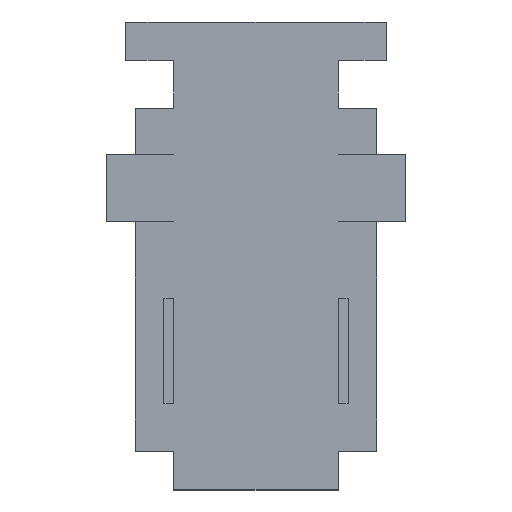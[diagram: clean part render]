
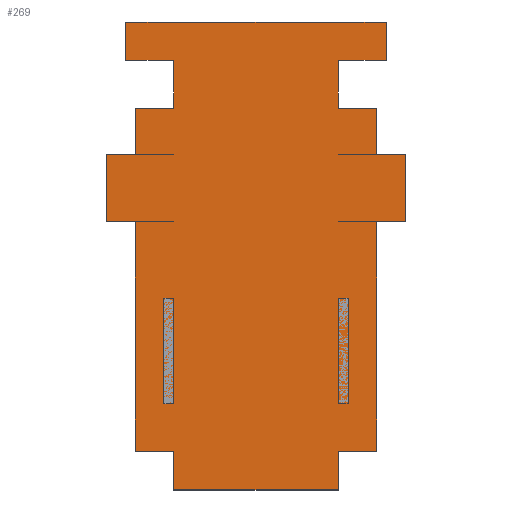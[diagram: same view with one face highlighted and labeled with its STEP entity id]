
A CAD part, top view. The second image highlights one B-rep face of the part: STEP entity #269.
In plain terms, the highlighted planar face has unit normal (0, 0, 1).
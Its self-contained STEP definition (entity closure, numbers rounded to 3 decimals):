
#50=CARTESIAN_POINT('Vertex',(2400000.0,1600000.0,500.0)) ;
#51=VERTEX_POINT('',#50) ;
#52=CARTESIAN_POINT('Vertex',(4120000.0,1600000.0,500.0)) ;
#53=VERTEX_POINT('',#52) ;
#54=CARTESIAN_POINT('Origin Line',(3260000.0,1600000.0,500.0)) ;
#55=DIRECTION('Vector Direction',(1.0,0.0,0.0)) ;
#56=VECTOR('Line Direction',#55,1.) ;
#57=LINE('Line',#54,#56) ;
#58=EDGE_CURVE('',#51,#53,#57,.T.) ;
#59=ORIENTED_EDGE('',*,*,#58,.T.) ;
#60=CARTESIAN_POINT('Vertex',(4120000.0,2000000.0,500.0)) ;
#61=VERTEX_POINT('',#60) ;
#62=CARTESIAN_POINT('Origin Line',(4120000.0,1800000.0,500.0)) ;
#63=DIRECTION('Vector Direction',(0.0,1.0,0.0)) ;
#64=VECTOR('Line Direction',#63,1.) ;
#65=LINE('Line',#62,#64) ;
#66=EDGE_CURVE('',#53,#61,#65,.T.) ;
#67=ORIENTED_EDGE('',*,*,#66,.T.) ;
#68=CARTESIAN_POINT('Vertex',(4520000.0,2000000.0,500.0)) ;
#69=VERTEX_POINT('',#68) ;
#70=CARTESIAN_POINT('Origin Line',(4320000.0,2000000.0,500.0)) ;
#71=LINE('Line',#70,#56) ;
#72=EDGE_CURVE('',#61,#69,#71,.T.) ;
#73=ORIENTED_EDGE('',*,*,#72,.T.) ;
#74=CARTESIAN_POINT('Vertex',(4520000.0,2500000.0,500.0)) ;
#75=VERTEX_POINT('',#74) ;
#76=CARTESIAN_POINT('Origin Line',(4520000.0,2250000.0,500.0)) ;
#77=LINE('Line',#76,#64) ;
#78=EDGE_CURVE('',#69,#75,#77,.T.) ;
#79=ORIENTED_EDGE('',*,*,#78,.T.) ;
#80=CARTESIAN_POINT('Vertex',(4520000.0,3600000.0,500.0)) ;
#81=VERTEX_POINT('',#80) ;
#82=CARTESIAN_POINT('Origin Line',(4520000.0,3050000.0,500.0)) ;
#83=LINE('Line',#82,#64) ;
#84=EDGE_CURVE('',#75,#81,#83,.T.) ;
#85=ORIENTED_EDGE('',*,*,#84,.T.) ;
#86=CARTESIAN_POINT('Vertex',(4520000.0,4400000.0,500.0)) ;
#87=VERTEX_POINT('',#86) ;
#88=CARTESIAN_POINT('Origin Line',(4520000.0,4000000.0,500.0)) ;
#89=LINE('Line',#88,#64) ;
#90=EDGE_CURVE('',#81,#87,#89,.T.) ;
#91=ORIENTED_EDGE('',*,*,#90,.T.) ;
#92=CARTESIAN_POINT('Vertex',(4120000.0,4400000.0,500.0)) ;
#93=VERTEX_POINT('',#92) ;
#94=CARTESIAN_POINT('Origin Line',(4320000.0,4400000.0,500.0)) ;
#95=DIRECTION('Vector Direction',(-1.0,0.0,0.0)) ;
#96=VECTOR('Line Direction',#95,1.) ;
#97=LINE('Line',#94,#96) ;
#98=EDGE_CURVE('',#87,#93,#97,.T.) ;
#99=ORIENTED_EDGE('',*,*,#98,.T.) ;
#100=CARTESIAN_POINT('Vertex',(4820000.0,4400000.0,500.0)) ;
#101=VERTEX_POINT('',#100) ;
#102=CARTESIAN_POINT('Origin Line',(4470000.0,4400000.0,500.0)) ;
#103=LINE('Line',#102,#56) ;
#104=EDGE_CURVE('',#93,#101,#103,.T.) ;
#105=ORIENTED_EDGE('',*,*,#104,.T.) ;
#106=CARTESIAN_POINT('Vertex',(4820000.0,5100000.0,500.0)) ;
#107=VERTEX_POINT('',#106) ;
#108=CARTESIAN_POINT('Origin Line',(4820000.0,4750000.0,500.0)) ;
#109=LINE('Line',#108,#64) ;
#110=EDGE_CURVE('',#101,#107,#109,.T.) ;
#111=ORIENTED_EDGE('',*,*,#110,.T.) ;
#112=CARTESIAN_POINT('Vertex',(4120000.0,5100000.0,500.0)) ;
#113=VERTEX_POINT('',#112) ;
#114=CARTESIAN_POINT('Origin Line',(4470000.0,5100000.0,500.0)) ;
#115=LINE('Line',#114,#96) ;
#116=EDGE_CURVE('',#107,#113,#115,.T.) ;
#117=ORIENTED_EDGE('',*,*,#116,.T.) ;
#118=CARTESIAN_POINT('Vertex',(4520000.0,5100000.0,500.0)) ;
#119=VERTEX_POINT('',#118) ;
#120=CARTESIAN_POINT('Origin Line',(4320000.0,5100000.0,500.0)) ;
#121=LINE('Line',#120,#56) ;
#122=EDGE_CURVE('',#113,#119,#121,.T.) ;
#123=ORIENTED_EDGE('',*,*,#122,.T.) ;
#124=CARTESIAN_POINT('Vertex',(4520000.0,5580000.0,500.0)) ;
#125=VERTEX_POINT('',#124) ;
#126=CARTESIAN_POINT('Origin Line',(4520000.0,5340000.0,500.0)) ;
#127=LINE('Line',#126,#64) ;
#128=EDGE_CURVE('',#119,#125,#127,.T.) ;
#129=ORIENTED_EDGE('',*,*,#128,.T.) ;
#130=CARTESIAN_POINT('Vertex',(4120000.0,5580000.0,500.0)) ;
#131=VERTEX_POINT('',#130) ;
#132=CARTESIAN_POINT('Origin Line',(4320000.0,5580000.0,500.0)) ;
#133=LINE('Line',#132,#96) ;
#134=EDGE_CURVE('',#125,#131,#133,.T.) ;
#135=ORIENTED_EDGE('',*,*,#134,.T.) ;
#136=CARTESIAN_POINT('Vertex',(4120000.0,6080000.0,500.0)) ;
#137=VERTEX_POINT('',#136) ;
#138=CARTESIAN_POINT('Origin Line',(4120000.0,5830000.0,500.0)) ;
#139=LINE('Line',#138,#64) ;
#140=EDGE_CURVE('',#131,#137,#139,.T.) ;
#141=ORIENTED_EDGE('',*,*,#140,.T.) ;
#142=CARTESIAN_POINT('Vertex',(4620000.0,6080000.0,500.0)) ;
#143=VERTEX_POINT('',#142) ;
#144=CARTESIAN_POINT('Origin Line',(4370000.0,6080000.0,500.0)) ;
#145=LINE('Line',#144,#56) ;
#146=EDGE_CURVE('',#137,#143,#145,.T.) ;
#147=ORIENTED_EDGE('',*,*,#146,.T.) ;
#148=CARTESIAN_POINT('Vertex',(4620000.0,6480000.0,500.0)) ;
#149=VERTEX_POINT('',#148) ;
#150=CARTESIAN_POINT('Origin Line',(4620000.0,6280000.0,500.0)) ;
#151=LINE('Line',#150,#64) ;
#152=EDGE_CURVE('',#143,#149,#151,.T.) ;
#153=ORIENTED_EDGE('',*,*,#152,.T.) ;
#154=CARTESIAN_POINT('Vertex',(4120000.0,6480000.0,500.0)) ;
#155=VERTEX_POINT('',#154) ;
#156=CARTESIAN_POINT('Origin Line',(4370000.0,6480000.0,500.0)) ;
#157=LINE('Line',#156,#96) ;
#158=EDGE_CURVE('',#149,#155,#157,.T.) ;
#159=ORIENTED_EDGE('',*,*,#158,.T.) ;
#160=CARTESIAN_POINT('Vertex',(2400000.0,6480000.0,500.0)) ;
#161=VERTEX_POINT('',#160) ;
#162=CARTESIAN_POINT('Origin Line',(3260000.0,6480000.0,500.0)) ;
#163=LINE('Line',#162,#96) ;
#164=EDGE_CURVE('',#155,#161,#163,.T.) ;
#165=ORIENTED_EDGE('',*,*,#164,.T.) ;
#166=CARTESIAN_POINT('Vertex',(1900000.0,6480000.0,500.0)) ;
#167=VERTEX_POINT('',#166) ;
#168=CARTESIAN_POINT('Origin Line',(2150000.0,6480000.0,500.0)) ;
#169=LINE('Line',#168,#96) ;
#170=EDGE_CURVE('',#161,#167,#169,.T.) ;
#171=ORIENTED_EDGE('',*,*,#170,.T.) ;
#172=CARTESIAN_POINT('Vertex',(1900000.0,6080000.0,500.0)) ;
#173=VERTEX_POINT('',#172) ;
#174=CARTESIAN_POINT('Origin Line',(1900000.0,6280000.0,500.0)) ;
#175=DIRECTION('Vector Direction',(0.0,-1.0,0.0)) ;
#176=VECTOR('Line Direction',#175,1.) ;
#177=LINE('Line',#174,#176) ;
#178=EDGE_CURVE('',#167,#173,#177,.T.) ;
#179=ORIENTED_EDGE('',*,*,#178,.T.) ;
#180=CARTESIAN_POINT('Vertex',(2400000.0,6080000.0,500.0)) ;
#181=VERTEX_POINT('',#180) ;
#182=CARTESIAN_POINT('Origin Line',(2150000.0,6080000.0,500.0)) ;
#183=LINE('Line',#182,#56) ;
#184=EDGE_CURVE('',#173,#181,#183,.T.) ;
#185=ORIENTED_EDGE('',*,*,#184,.T.) ;
#186=CARTESIAN_POINT('Vertex',(2400000.0,5580000.0,500.0)) ;
#187=VERTEX_POINT('',#186) ;
#188=CARTESIAN_POINT('Origin Line',(2400000.0,5830000.0,500.0)) ;
#189=LINE('Line',#188,#176) ;
#190=EDGE_CURVE('',#181,#187,#189,.T.) ;
#191=ORIENTED_EDGE('',*,*,#190,.T.) ;
#192=CARTESIAN_POINT('Vertex',(2000000.0,5580000.0,500.0)) ;
#193=VERTEX_POINT('',#192) ;
#194=CARTESIAN_POINT('Origin Line',(2200000.0,5580000.0,500.0)) ;
#195=LINE('Line',#194,#96) ;
#196=EDGE_CURVE('',#187,#193,#195,.T.) ;
#197=ORIENTED_EDGE('',*,*,#196,.T.) ;
#198=CARTESIAN_POINT('Vertex',(2000000.0,5100000.0,500.0)) ;
#199=VERTEX_POINT('',#198) ;
#200=CARTESIAN_POINT('Origin Line',(2000000.0,5340000.0,500.0)) ;
#201=LINE('Line',#200,#176) ;
#202=EDGE_CURVE('',#193,#199,#201,.T.) ;
#203=ORIENTED_EDGE('',*,*,#202,.T.) ;
#204=CARTESIAN_POINT('Vertex',(2400000.0,5100000.0,500.0)) ;
#205=VERTEX_POINT('',#204) ;
#206=CARTESIAN_POINT('Origin Line',(2200000.0,5100000.0,500.0)) ;
#207=LINE('Line',#206,#56) ;
#208=EDGE_CURVE('',#199,#205,#207,.T.) ;
#209=ORIENTED_EDGE('',*,*,#208,.T.) ;
#210=CARTESIAN_POINT('Vertex',(1700000.0,5100000.0,500.0)) ;
#211=VERTEX_POINT('',#210) ;
#212=CARTESIAN_POINT('Origin Line',(2050000.0,5100000.0,500.0)) ;
#213=LINE('Line',#212,#96) ;
#214=EDGE_CURVE('',#205,#211,#213,.T.) ;
#215=ORIENTED_EDGE('',*,*,#214,.T.) ;
#216=CARTESIAN_POINT('Vertex',(1700000.0,4400000.0,500.0)) ;
#217=VERTEX_POINT('',#216) ;
#218=CARTESIAN_POINT('Origin Line',(1700000.0,4750000.0,500.0)) ;
#219=LINE('Line',#218,#176) ;
#220=EDGE_CURVE('',#211,#217,#219,.T.) ;
#221=ORIENTED_EDGE('',*,*,#220,.T.) ;
#222=CARTESIAN_POINT('Vertex',(2400000.0,4400000.0,500.0)) ;
#223=VERTEX_POINT('',#222) ;
#224=CARTESIAN_POINT('Origin Line',(2050000.0,4400000.0,500.0)) ;
#225=LINE('Line',#224,#56) ;
#226=EDGE_CURVE('',#217,#223,#225,.T.) ;
#227=ORIENTED_EDGE('',*,*,#226,.T.) ;
#228=CARTESIAN_POINT('Vertex',(2000000.0,4400000.0,500.0)) ;
#229=VERTEX_POINT('',#228) ;
#230=CARTESIAN_POINT('Origin Line',(2200000.0,4400000.0,500.0)) ;
#231=LINE('Line',#230,#96) ;
#232=EDGE_CURVE('',#223,#229,#231,.T.) ;
#233=ORIENTED_EDGE('',*,*,#232,.T.) ;
#234=CARTESIAN_POINT('Vertex',(2000000.0,3600000.0,500.0)) ;
#235=VERTEX_POINT('',#234) ;
#236=CARTESIAN_POINT('Origin Line',(2000000.0,4000000.0,500.0)) ;
#237=LINE('Line',#236,#176) ;
#238=EDGE_CURVE('',#229,#235,#237,.T.) ;
#239=ORIENTED_EDGE('',*,*,#238,.T.) ;
#240=CARTESIAN_POINT('Vertex',(2000000.0,2500000.0,500.0)) ;
#241=VERTEX_POINT('',#240) ;
#242=CARTESIAN_POINT('Origin Line',(2000000.0,3050000.0,500.0)) ;
#243=LINE('Line',#242,#176) ;
#244=EDGE_CURVE('',#235,#241,#243,.T.) ;
#245=ORIENTED_EDGE('',*,*,#244,.T.) ;
#246=CARTESIAN_POINT('Vertex',(2000000.0,2000000.0,500.0)) ;
#247=VERTEX_POINT('',#246) ;
#248=CARTESIAN_POINT('Origin Line',(2000000.0,2250000.0,500.0)) ;
#249=LINE('Line',#248,#176) ;
#250=EDGE_CURVE('',#241,#247,#249,.T.) ;
#251=ORIENTED_EDGE('',*,*,#250,.T.) ;
#252=CARTESIAN_POINT('Vertex',(2400000.0,2000000.0,500.0)) ;
#253=VERTEX_POINT('',#252) ;
#254=CARTESIAN_POINT('Origin Line',(2200000.0,2000000.0,500.0)) ;
#255=LINE('Line',#254,#56) ;
#256=EDGE_CURVE('',#247,#253,#255,.T.) ;
#257=ORIENTED_EDGE('',*,*,#256,.T.) ;
#258=CARTESIAN_POINT('Origin Line',(2400000.0,1800000.0,500.0)) ;
#259=LINE('Line',#258,#176) ;
#260=EDGE_CURVE('',#253,#51,#259,.T.) ;
#261=ORIENTED_EDGE('',*,*,#260,.T.) ;
#262=EDGE_LOOP('',(#59,#67,#73,#79,#85,#91,#99,#105,#111,#117,#123,#129,#135,#141,#147,#153,#159,#165,#171,#179,#185,#191,#197,#203,#209,#215,#221,#227,#233,#239,#245,#251,#257,#261)) ;
#263=FACE_OUTER_BOUND('',#262,.T.) ;
#264=CARTESIAN_POINT('Axis2P3D Location',(2400000.0,2000000.0,500.0)) ;
#265=DIRECTION('Axis2P3D ZDirection',(0.0,0.0,1.0)) ;
#266=DIRECTION('Axis2P3D XDirection',(1.0,0.0,0.0)) ;
#267=AXIS2_PLACEMENT_3D('Plane Axis2P3D',#264,#265,#266) ;
#268=PLANE('',#267) ;
#269=ADVANCED_FACE('PartBody',(#263),#268,.T.) ;
